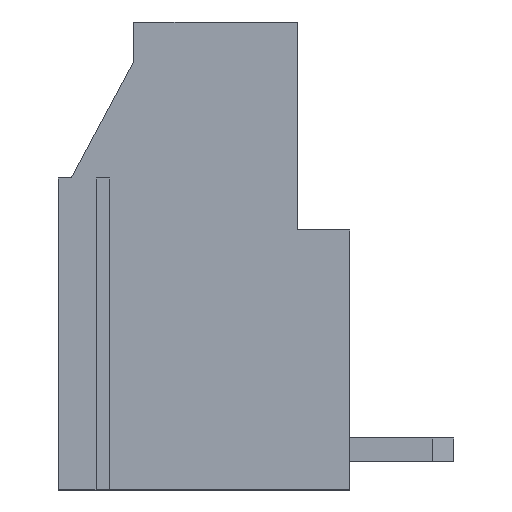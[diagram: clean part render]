
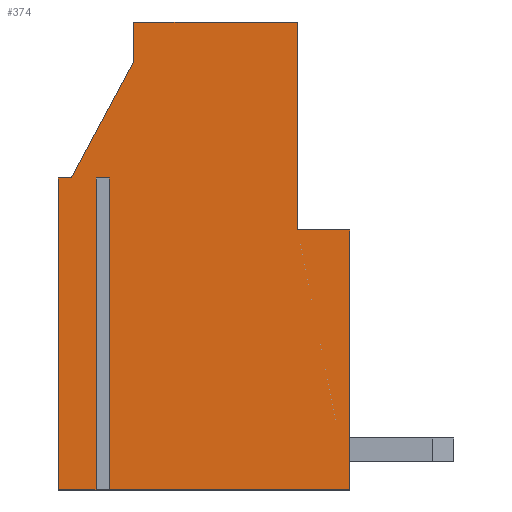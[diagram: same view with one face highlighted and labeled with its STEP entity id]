
A CAD part, front view. The second image highlights one B-rep face of the part: STEP entity #374.
In plain terms, the highlighted planar face has unit normal (0, -1, 0).
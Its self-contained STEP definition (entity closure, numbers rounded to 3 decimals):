
#374 = ADVANCED_FACE( '', ( #753 ), #754, .F. );
#753 = FACE_OUTER_BOUND( '', #1154, .T. );
#754 = PLANE( '', #1155 );
#1154 = EDGE_LOOP( '', ( #2095, #2096, #2097, #2098, #2099, #2100, #2101, #2102, #2103, #2104, #2105, #2106, #2107 ) );
#1155 = AXIS2_PLACEMENT_3D( '', #2108, #2109, #2110 );
#2095 = ORIENTED_EDGE( '', *, *, #2869, .F. );
#2096 = ORIENTED_EDGE( '', *, *, #2737, .F. );
#2097 = ORIENTED_EDGE( '', *, *, #2580, .F. );
#2098 = ORIENTED_EDGE( '', *, *, #2952, .F. );
#2099 = ORIENTED_EDGE( '', *, *, #2585, .F. );
#2100 = ORIENTED_EDGE( '', *, *, #2953, .T. );
#2101 = ORIENTED_EDGE( '', *, *, #2877, .T. );
#2102 = ORIENTED_EDGE( '', *, *, #2698, .T. );
#2103 = ORIENTED_EDGE( '', *, *, #2842, .F. );
#2104 = ORIENTED_EDGE( '', *, *, #2954, .T. );
#2105 = ORIENTED_EDGE( '', *, *, #2872, .T. );
#2106 = ORIENTED_EDGE( '', *, *, #2955, .T. );
#2107 = ORIENTED_EDGE( '', *, *, #2956, .F. );
#2108 = CARTESIAN_POINT( '', ( 12.134, -2.54, 19.8 ) );
#2109 = DIRECTION( '', ( 0., 1., 0. ) );
#2110 = DIRECTION( '', ( 0., 0., 1. ) );
#2580 = EDGE_CURVE( '', #3099, #3100, #3101, .T. );
#2585 = EDGE_CURVE( '', #3108, #3109, #3110, .T. );
#2698 = EDGE_CURVE( '', #3309, #3307, #3310, .T. );
#2737 = EDGE_CURVE( '', #3100, #3376, #3377, .T. );
#2842 = EDGE_CURVE( '', #3533, #3307, #3534, .T. );
#2869 = EDGE_CURVE( '', #3376, #3569, #3571, .T. );
#2872 = EDGE_CURVE( '', #3575, #3573, #3576, .T. );
#2877 = EDGE_CURVE( '', #3584, #3309, #3585, .T. );
#2952 = EDGE_CURVE( '', #3109, #3099, #3676, .T. );
#2953 = EDGE_CURVE( '', #3108, #3584, #3677, .T. );
#2954 = EDGE_CURVE( '', #3533, #3575, #3678, .T. );
#2955 = EDGE_CURVE( '', #3573, #3679, #3680, .T. );
#2956 = EDGE_CURVE( '', #3569, #3679, #3681, .T. );
#3099 = VERTEX_POINT( '', #3857 );
#3100 = VERTEX_POINT( '', #3858 );
#3101 = LINE( '', #3859, #3860 );
#3108 = VERTEX_POINT( '', #3870 );
#3109 = VERTEX_POINT( '', #3871 );
#3110 = LINE( '', #3872, #3873 );
#3307 = VERTEX_POINT( '', #4166 );
#3309 = VERTEX_POINT( '', #4169 );
#3310 = LINE( '', #4170, #4171 );
#3376 = VERTEX_POINT( '', #4269 );
#3377 = LINE( '', #4270, #4271 );
#3533 = VERTEX_POINT( '', #4500 );
#3534 = LINE( '', #4501, #4502 );
#3569 = VERTEX_POINT( '', #4553 );
#3571 = LINE( '', #4556, #4557 );
#3573 = VERTEX_POINT( '', #4559 );
#3575 = VERTEX_POINT( '', #4562 );
#3576 = LINE( '', #4563, #4564 );
#3584 = VERTEX_POINT( '', #4574 );
#3585 = LINE( '', #4575, #4576 );
#3676 = LINE( '', #4717, #4718 );
#3677 = LINE( '', #4719, #4720 );
#3678 = LINE( '', #4721, #4722 );
#3679 = VERTEX_POINT( '', #4723 );
#3680 = LINE( '', #4724, #4725 );
#3681 = LINE( '', #4726, #4727 );
#3857 = CARTESIAN_POINT( '', ( 2.9, -2.54, 16.5 ) );
#3858 = CARTESIAN_POINT( '', ( 2.9, -2.54, 18. ) );
#3859 = CARTESIAN_POINT( '', ( 2.9, -2.54, -1. ) );
#3860 = VECTOR( '', #4887, 1000. );
#3870 = CARTESIAN_POINT( '', ( 0., -2.54, 12. ) );
#3871 = CARTESIAN_POINT( '', ( 0.5, -2.54, 12. ) );
#3872 = CARTESIAN_POINT( '', ( 5.35, -2.54, 12. ) );
#3873 = VECTOR( '', #4891, 1000. );
#4166 = CARTESIAN_POINT( '', ( 1.446, -2.54, 12. ) );
#4169 = CARTESIAN_POINT( '', ( 1.446, -2.54, 0. ) );
#4170 = CARTESIAN_POINT( '', ( 1.446, -2.54, -1. ) );
#4171 = VECTOR( '', #4989, 1000. );
#4269 = CARTESIAN_POINT( '', ( 9.2, -2.54, 18. ) );
#4270 = CARTESIAN_POINT( '', ( 5.35, -2.54, 18. ) );
#4271 = VECTOR( '', #5025, 1000. );
#4500 = CARTESIAN_POINT( '', ( 1.954, -2.54, 12. ) );
#4501 = CARTESIAN_POINT( '', ( 5.35, -2.54, 12. ) );
#4502 = VECTOR( '', #5126, 1000. );
#4553 = CARTESIAN_POINT( '', ( 9.2, -2.54, 10. ) );
#4556 = CARTESIAN_POINT( '', ( 9.2, -2.54, 18. ) );
#4557 = VECTOR( '', #5150, 1000. );
#4559 = CARTESIAN_POINT( '', ( 11.2, -2.54, 0. ) );
#4562 = CARTESIAN_POINT( '', ( 1.954, -2.54, 0. ) );
#4563 = CARTESIAN_POINT( '', ( 5.35, -2.54, 0. ) );
#4564 = VECTOR( '', #5152, 1000. );
#4574 = CARTESIAN_POINT( '', ( 0., -2.54, 0. ) );
#4575 = CARTESIAN_POINT( '', ( 5.35, -2.54, 0. ) );
#4576 = VECTOR( '', #5161, 1000. );
#4717 = CARTESIAN_POINT( '', ( -6.433, -2.54, -1. ) );
#4718 = VECTOR( '', #5212, 1000. );
#4719 = CARTESIAN_POINT( '', ( 0., -2.54, -1. ) );
#4720 = VECTOR( '', #5213, 1000. );
#4721 = CARTESIAN_POINT( '', ( 1.954, -2.54, -1. ) );
#4722 = VECTOR( '', #5214, 1000. );
#4723 = CARTESIAN_POINT( '', ( 11.2, -2.54, 10. ) );
#4724 = CARTESIAN_POINT( '', ( 11.2, -2.54, -1. ) );
#4725 = VECTOR( '', #5215, 1000. );
#4726 = CARTESIAN_POINT( '', ( 9.038, -2.54, 10. ) );
#4727 = VECTOR( '', #5216, 1000. );
#4887 = DIRECTION( '', ( 0., 0., 1. ) );
#4891 = DIRECTION( '', ( 1., 0., 0. ) );
#4989 = DIRECTION( '', ( 0., 0., 1. ) );
#5025 = DIRECTION( '', ( 1., 0., 0. ) );
#5126 = DIRECTION( '', ( -1., 0., 0. ) );
#5150 = DIRECTION( '', ( 0., 0., -1. ) );
#5152 = DIRECTION( '', ( 1., 0., 0. ) );
#5161 = DIRECTION( '', ( 1., 0., 0. ) );
#5212 = DIRECTION( '', ( 0.471, 0., 0.882 ) );
#5213 = DIRECTION( '', ( 0., 0., -1. ) );
#5214 = DIRECTION( '', ( 0., 0., -1. ) );
#5215 = DIRECTION( '', ( 0., 0., 1. ) );
#5216 = DIRECTION( '', ( 1., 0., 0. ) );
